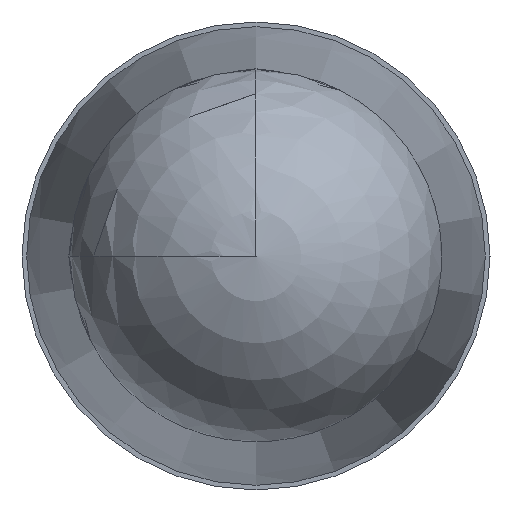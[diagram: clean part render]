
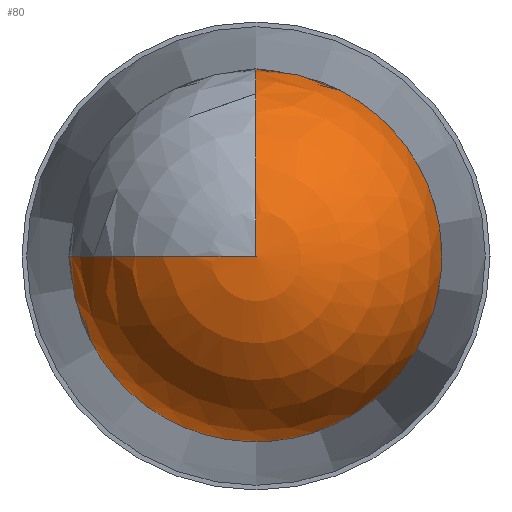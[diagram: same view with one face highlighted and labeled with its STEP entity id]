
A CAD part, left-side view. The second image highlights one B-rep face of the part: STEP entity #80.
In plain terms, the highlighted spherical face has radius 10 mm.
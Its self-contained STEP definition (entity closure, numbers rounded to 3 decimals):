
#80=ADVANCED_FACE('',(#96),#93,.T.);
#93=SPHERICAL_SURFACE('',#201,10.);
#96=FACE_OUTER_BOUND('',#102,.T.);
#102=EDGE_LOOP('',(#122,#123,#124,#125));
#122=ORIENTED_EDGE('',*,*,#166,.F.);
#123=ORIENTED_EDGE('',*,*,#167,.F.);
#124=ORIENTED_EDGE('',*,*,#168,.F.);
#125=ORIENTED_EDGE('',*,*,#169,.F.);
#154=VERTEX_POINT('',#284);
#155=VERTEX_POINT('',#285);
#156=VERTEX_POINT('',#287);
#157=VERTEX_POINT('',#289);
#166=EDGE_CURVE('',#154,#155,#182,.T.);
#167=EDGE_CURVE('',#156,#154,#183,.T.);
#168=EDGE_CURVE('',#157,#156,#184,.T.);
#169=EDGE_CURVE('',#155,#157,#185,.T.);
#182=CIRCLE('',#197,10.);
#183=CIRCLE('',#198,0.027);
#184=CIRCLE('',#199,10.);
#185=CIRCLE('',#200,0.027);
#197=AXIS2_PLACEMENT_3D('',#283,#226,#227);
#198=AXIS2_PLACEMENT_3D('',#286,#228,#229);
#199=AXIS2_PLACEMENT_3D('',#288,#230,#231);
#200=AXIS2_PLACEMENT_3D('',#290,#232,#233);
#201=AXIS2_PLACEMENT_3D('',#291,#234,#235);
#226=DIRECTION('',(0.,0.,1.));
#227=DIRECTION('',(-1.,0.,0.));
#228=DIRECTION('',(1.,0.,0.));
#229=DIRECTION('',(0.,0.,1.));
#230=DIRECTION('',(0.,1.,0.));
#231=DIRECTION('',(-1.,0.,0.));
#232=DIRECTION('',(-1.,0.,0.));
#233=DIRECTION('',(0.,0.,1.));
#234=DIRECTION('',(1.,0.,0.));
#235=DIRECTION('',(0.,0.,1.));
#283=CARTESIAN_POINT('',(10.,0.,0.));
#284=CARTESIAN_POINT('',(20.,0.027,0.));
#285=CARTESIAN_POINT('',(0.,0.027,0.));
#286=CARTESIAN_POINT('',(20.,0.,0.));
#287=CARTESIAN_POINT('',(20.,0.,0.027));
#288=CARTESIAN_POINT('',(10.,0.,0.));
#289=CARTESIAN_POINT('',(0.,0.,0.027));
#290=CARTESIAN_POINT('',(0.,0.,0.));
#291=CARTESIAN_POINT('',(10.,0.,0.));
